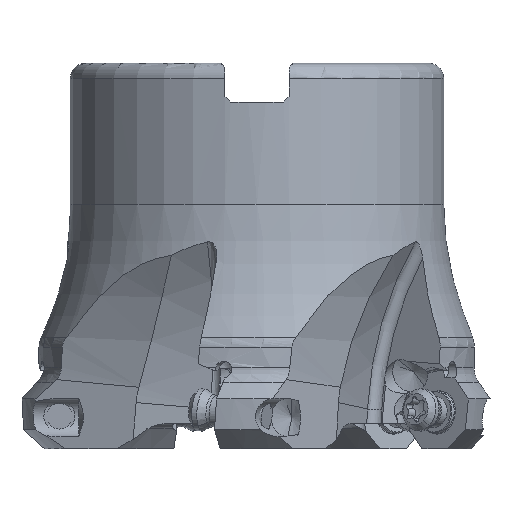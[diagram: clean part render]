
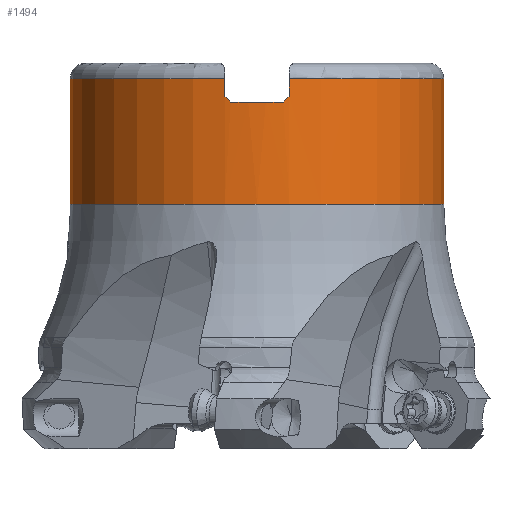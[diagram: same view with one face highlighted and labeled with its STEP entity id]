
A CAD part, front view. The second image highlights one B-rep face of the part: STEP entity #1494.
In plain terms, the highlighted cylindrical face has radius 24 mm (diameter 48 mm), a partial arc.
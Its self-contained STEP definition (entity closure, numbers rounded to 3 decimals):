
#550=B_SPLINE_CURVE_WITH_KNOTS('',3,(#17214,#17215,#17216,#17217),
 .UNSPECIFIED.,.F.,.F.,(4,4),(0.,1.),.UNSPECIFIED.);
#551=B_SPLINE_CURVE_WITH_KNOTS('',3,(#17221,#17222,#17223,#17224),
 .UNSPECIFIED.,.F.,.F.,(4,4),(0.,1.),.UNSPECIFIED.);
#748=CYLINDRICAL_SURFACE('',#9077,24.);
#1067=FACE_OUTER_BOUND('',#2066,.T.);
#1494=ADVANCED_FACE('',(#1067),#748,.T.);
#2066=EDGE_LOOP('',(#4907,#4908,#4909,#4910,#4911,#4912,#4913,#4914,#4915,
#4916));
#2351=CIRCLE('',#8656,24.);
#2555=CIRCLE('',#9073,24.);
#2556=CIRCLE('',#9075,24.);
#2557=CIRCLE('',#9076,24.);
#2948=LINE('',#17133,#3241);
#2949=LINE('',#17134,#3242);
#2950=LINE('',#17212,#3243);
#2951=LINE('',#17226,#3244);
#3241=VECTOR('',#10880,1.);
#3242=VECTOR('',#10881,1.);
#3243=VECTOR('',#10894,1.);
#3244=VECTOR('',#10897,1.);
#4907=ORIENTED_EDGE('',*,*,#7729,.F.);
#4908=ORIENTED_EDGE('',*,*,#7184,.T.);
#4909=ORIENTED_EDGE('',*,*,#7728,.F.);
#4910=ORIENTED_EDGE('',*,*,#7737,.T.);
#4911=ORIENTED_EDGE('',*,*,#7738,.F.);
#4912=ORIENTED_EDGE('',*,*,#7739,.F.);
#4913=ORIENTED_EDGE('',*,*,#7740,.T.);
#4914=ORIENTED_EDGE('',*,*,#7741,.F.);
#4915=ORIENTED_EDGE('',*,*,#7742,.F.);
#4916=ORIENTED_EDGE('',*,*,#7736,.T.);
#6226=VERTEX_POINT('',#13059);
#6227=VERTEX_POINT('',#13061);
#6589=VERTEX_POINT('',#17132);
#6590=VERTEX_POINT('',#17135);
#6592=VERTEX_POINT('',#17149);
#6596=VERTEX_POINT('',#17211);
#6597=VERTEX_POINT('',#17213);
#6598=VERTEX_POINT('',#17218);
#6599=VERTEX_POINT('',#17220);
#6600=VERTEX_POINT('',#17225);
#7184=EDGE_CURVE('',#6227,#6226,#2351,.T.);
#7728=EDGE_CURVE('',#6589,#6226,#2948,.T.);
#7729=EDGE_CURVE('',#6227,#6590,#2949,.T.);
#7736=EDGE_CURVE('',#6592,#6590,#2555,.T.);
#7737=EDGE_CURVE('',#6589,#6596,#2556,.T.);
#7738=EDGE_CURVE('',#6597,#6596,#2950,.T.);
#7739=EDGE_CURVE('',#6598,#6597,#550,.T.);
#7740=EDGE_CURVE('',#6598,#6599,#2557,.T.);
#7741=EDGE_CURVE('',#6600,#6599,#551,.T.);
#7742=EDGE_CURVE('',#6592,#6600,#2951,.T.);
#8656=AXIS2_PLACEMENT_3D('',#13060,#9965,#9966);
#9073=AXIS2_PLACEMENT_3D('',#17208,#10888,#10889);
#9075=AXIS2_PLACEMENT_3D('',#17210,#10892,#10893);
#9076=AXIS2_PLACEMENT_3D('',#17219,#10895,#10896);
#9077=AXIS2_PLACEMENT_3D('',#17227,#10898,#10899);
#9965=DIRECTION('',(0.,0.,1.));
#9966=DIRECTION('',(-1.,0.,0.));
#10880=DIRECTION('',(0.,0.,-1.));
#10881=DIRECTION('',(0.,0.,1.));
#10888=DIRECTION('',(0.,0.,-1.));
#10889=DIRECTION('',(-0.172,-0.985,0.));
#10892=DIRECTION('',(0.,0.,-1.));
#10893=DIRECTION('',(1.,0.,0.));
#10894=DIRECTION('',(0.,0.,1.));
#10895=DIRECTION('',(0.,0.,-1.));
#10896=DIRECTION('',(0.14,-0.99,0.));
#10897=DIRECTION('',(0.,0.,-1.));
#10898=DIRECTION('',(0.,0.,-1.));
#10899=DIRECTION('',(-1.,0.,0.));
#13059=CARTESIAN_POINT('',(24.,0.,-18.118));
#13060=CARTESIAN_POINT('',(0.,0.,-18.118));
#13061=CARTESIAN_POINT('',(-24.,0.,-18.118));
#17132=CARTESIAN_POINT('',(24.,0.,-2.));
#17133=CARTESIAN_POINT('',(24.,0.,-2.));
#17134=CARTESIAN_POINT('',(-24.,0.,-18.118));
#17135=CARTESIAN_POINT('',(-24.,0.,-2.));
#17149=CARTESIAN_POINT('',(-4.12,-23.644,-2.));
#17208=CARTESIAN_POINT('',(0.,0.,-2.));
#17210=CARTESIAN_POINT('',(0.,0.,-2.));
#17211=CARTESIAN_POINT('',(4.12,-23.644,-2.));
#17212=CARTESIAN_POINT('',(4.12,-23.644,-4.26));
#17213=CARTESIAN_POINT('',(4.12,-23.644,-4.26));
#17214=CARTESIAN_POINT('',(3.37,-23.762,-5.01));
#17215=CARTESIAN_POINT('',(3.62,-23.727,-4.76));
#17216=CARTESIAN_POINT('',(3.87,-23.687,-4.51));
#17217=CARTESIAN_POINT('',(4.12,-23.644,-4.26));
#17218=CARTESIAN_POINT('',(3.37,-23.762,-5.01));
#17219=CARTESIAN_POINT('',(0.,0.,-5.01));
#17220=CARTESIAN_POINT('',(-3.37,-23.762,-5.01));
#17221=CARTESIAN_POINT('',(-4.12,-23.644,-4.26));
#17222=CARTESIAN_POINT('',(-3.87,-23.687,-4.51));
#17223=CARTESIAN_POINT('',(-3.62,-23.727,-4.76));
#17224=CARTESIAN_POINT('',(-3.37,-23.762,-5.01));
#17225=CARTESIAN_POINT('',(-4.12,-23.644,-4.26));
#17226=CARTESIAN_POINT('',(-4.12,-23.644,-2.));
#17227=CARTESIAN_POINT('',(0.,0.,-1.678));
